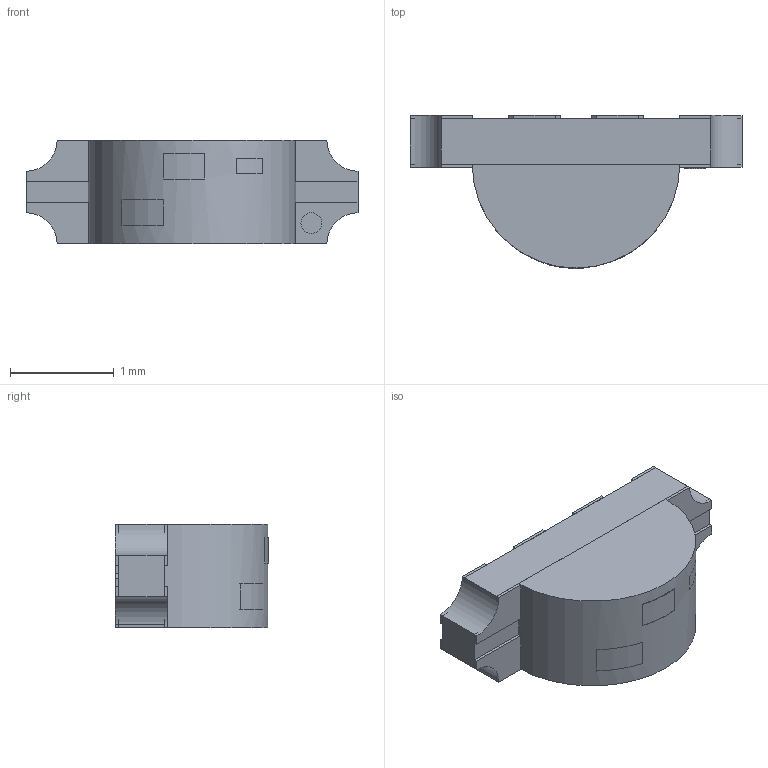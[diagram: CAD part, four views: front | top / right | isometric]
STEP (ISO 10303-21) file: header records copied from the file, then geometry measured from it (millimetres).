
FILE_DESCRIPTION((''),'2;1');
FILE_NAME('LED_OPTEK_OVSRRGBCC3_a.stp','2011-08-10T09:38:59',(''),(''),'Mechanical Desktop 2011','Mechanical Desktop 2011',', , ');
FILE_SCHEMA(('AUTOMOTIVE_DESIGN { 1 2 10303 214 1 1 1 1 }'));
Length unit declared in the file: millimetre
Products named in the file (1): Product
Bounding box: 3.2 x 1.48 x 1 mm (x, y, z)
Volume: 2.9 mm3; surface area: 31.3 mm2
Topology: 14 solids, 14 shells, 148 faces, 344 edges, 224 vertices
Faces by surface type: plane 95, bspline 43, cylinder 10
Entity records: 4212 total; most frequent: CARTESIAN_POINT 846, ORIENTED_EDGE 688, DIRECTION 582, EDGE_CURVE 344, VECTOR 318, LINE 318, VERTEX_POINT 224, EDGE_LOOP 154
